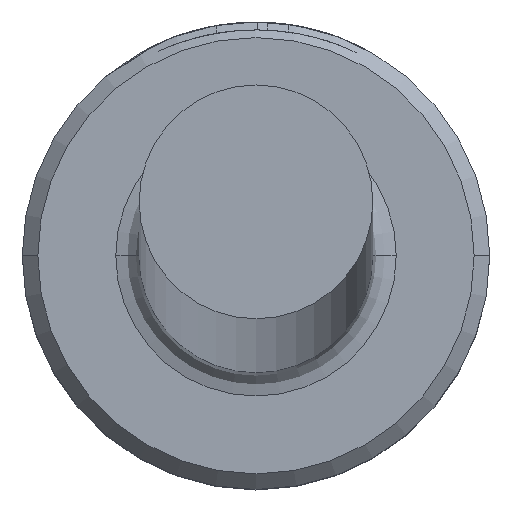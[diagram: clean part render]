
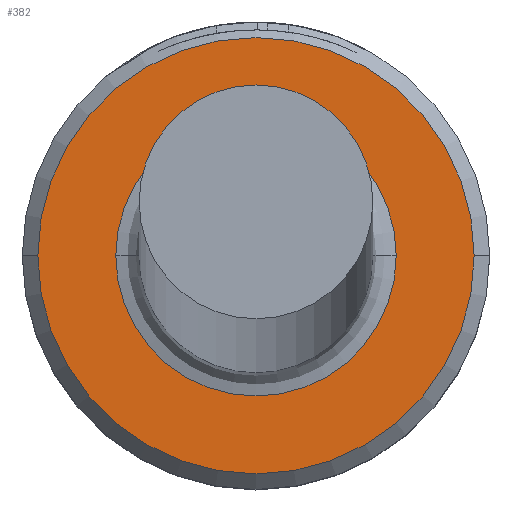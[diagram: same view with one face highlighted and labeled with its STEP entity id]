
A CAD part, top view. The second image highlights one B-rep face of the part: STEP entity #382.
In plain terms, the highlighted planar face has unit normal (0, 0, 1).
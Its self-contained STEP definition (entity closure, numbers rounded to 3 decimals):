
#20 = DIRECTION ( 'NONE',  ( 0., 0., -1. ) ) ;
#29 = CIRCLE ( 'NONE', #819, 1.8 ) ;
#31 = VERTEX_POINT ( 'NONE', #1148 ) ;
#91 = AXIS2_PLACEMENT_3D ( 'NONE', #203, #197, #107 ) ;
#107 = DIRECTION ( 'NONE',  ( 1., 0., 0. ) ) ;
#162 = CIRCLE ( 'NONE', #1121, 2.8 ) ;
#197 = DIRECTION ( 'NONE',  ( 0., 0., 1. ) ) ;
#201 = EDGE_CURVE ( 'NONE', #936, #1041, #162, .T. ) ;
#203 = CARTESIAN_POINT ( 'NONE',  ( 0., 0., 4. ) ) ;
#224 = CIRCLE ( 'NONE', #91, 2.8 ) ;
#282 = AXIS2_PLACEMENT_3D ( 'NONE', #580, #20, #669 ) ;
#311 = ORIENTED_EDGE ( 'NONE', *, *, #771, .T. ) ;
#354 = EDGE_CURVE ( 'NONE', #423, #31, #29, .T. ) ;
#361 = CIRCLE ( 'NONE', #282, 1.8 ) ;
#382 = ADVANCED_FACE ( 'NONE', ( #1099, #802 ), #815, .T. ) ;
#389 = CARTESIAN_POINT ( 'NONE',  ( 1.8, 0., 4. ) ) ;
#406 = DIRECTION ( 'NONE',  ( -1., 0., 0. ) ) ;
#423 = VERTEX_POINT ( 'NONE', #389 ) ;
#494 = DIRECTION ( 'NONE',  ( 0., 0., -1. ) ) ;
#504 = CARTESIAN_POINT ( 'NONE',  ( 0., 0., 4. ) ) ;
#580 = CARTESIAN_POINT ( 'NONE',  ( 0., 0., 4. ) ) ;
#585 = EDGE_CURVE ( 'NONE', #1041, #936, #224, .T. ) ;
#667 = EDGE_LOOP ( 'NONE', ( #311, #673 ) ) ;
#669 = DIRECTION ( 'NONE',  ( -1., 0., 0. ) ) ;
#673 = ORIENTED_EDGE ( 'NONE', *, *, #354, .T. ) ;
#723 = ORIENTED_EDGE ( 'NONE', *, *, #201, .T. ) ;
#730 = DIRECTION ( 'NONE',  ( 1., 0., 0. ) ) ;
#766 = CARTESIAN_POINT ( 'NONE',  ( 2.8, 0., 4. ) ) ;
#771 = EDGE_CURVE ( 'NONE', #31, #423, #361, .T. ) ;
#802 = FACE_BOUND ( 'NONE', #667, .T. ) ;
#815 = PLANE ( 'NONE',  #1104 ) ;
#819 = AXIS2_PLACEMENT_3D ( 'NONE', #504, #494, #406 ) ;
#833 = CARTESIAN_POINT ( 'NONE',  ( 0., 0., 4. ) ) ;
#884 = EDGE_LOOP ( 'NONE', ( #1141, #723 ) ) ;
#889 = DIRECTION ( 'NONE',  ( 0., 0., 1. ) ) ;
#892 = CARTESIAN_POINT ( 'NONE',  ( 0., 0., 4. ) ) ;
#918 = DIRECTION ( 'NONE',  ( 0., 0., 1. ) ) ;
#936 = VERTEX_POINT ( 'NONE', #766 ) ;
#952 = DIRECTION ( 'NONE',  ( 1., 0., 0. ) ) ;
#1037 = CARTESIAN_POINT ( 'NONE',  ( -2.8, 0., 4. ) ) ;
#1041 = VERTEX_POINT ( 'NONE', #1037 ) ;
#1099 = FACE_OUTER_BOUND ( 'NONE', #884, .T. ) ;
#1104 = AXIS2_PLACEMENT_3D ( 'NONE', #833, #918, #730 ) ;
#1121 = AXIS2_PLACEMENT_3D ( 'NONE', #892, #889, #952 ) ;
#1141 = ORIENTED_EDGE ( 'NONE', *, *, #585, .T. ) ;
#1148 = CARTESIAN_POINT ( 'NONE',  ( -1.8, 0., 4. ) ) ;
